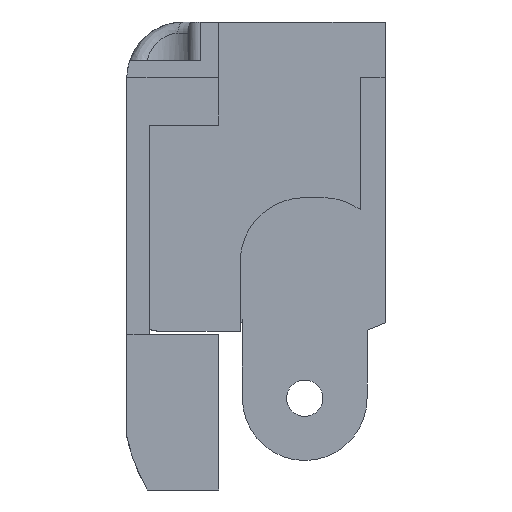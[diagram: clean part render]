
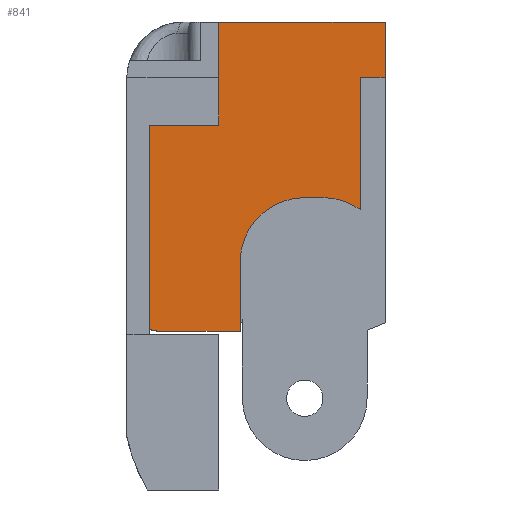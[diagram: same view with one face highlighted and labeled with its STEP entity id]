
A CAD part, left-side view. The second image highlights one B-rep face of the part: STEP entity #841.
In plain terms, the highlighted planar face has unit normal (-1, 0, 0).
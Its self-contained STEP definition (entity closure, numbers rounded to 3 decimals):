
#33=PLANE('',#934);
#58=LINE('',#1324,#140);
#77=LINE('',#1380,#159);
#81=LINE('',#1430,#163);
#92=LINE('',#1471,#174);
#98=LINE('',#1483,#180);
#99=LINE('',#1487,#181);
#100=LINE('',#1491,#182);
#101=LINE('',#1492,#183);
#102=LINE('',#1494,#184);
#103=LINE('',#1495,#185);
#140=VECTOR('',#1001,10.);
#159=VECTOR('',#1058,10.);
#163=VECTOR('',#1072,10.);
#174=VECTOR('',#1103,10.);
#180=VECTOR('',#1111,10.);
#181=VECTOR('',#1114,10.);
#182=VECTOR('',#1117,10.);
#183=VECTOR('',#1118,10.);
#184=VECTOR('',#1119,10.);
#185=VECTOR('',#1120,10.);
#251=FACE_OUTER_BOUND('',#298,.T.);
#298=EDGE_LOOP('',(#684,#685,#686,#687,#688,#689,#690,#691,#692,#693,#694,
#695,#696));
#344=CIRCLE('',#925,3.);
#350=CIRCLE('',#935,5.7);
#351=CIRCLE('',#936,5.7);
#381=VERTEX_POINT('',#1321);
#382=VERTEX_POINT('',#1323);
#400=VERTEX_POINT('',#1379);
#404=VERTEX_POINT('',#1422);
#406=VERTEX_POINT('',#1428);
#407=VERTEX_POINT('',#1433);
#417=VERTEX_POINT('',#1470);
#422=VERTEX_POINT('',#1482);
#423=VERTEX_POINT('',#1484);
#424=VERTEX_POINT('',#1486);
#425=VERTEX_POINT('',#1488);
#426=VERTEX_POINT('',#1490);
#427=VERTEX_POINT('',#1493);
#465=EDGE_CURVE('',#382,#381,#58,.T.);
#493=EDGE_CURVE('',#400,#382,#77,.T.);
#501=EDGE_CURVE('',#404,#406,#81,.T.);
#503=EDGE_CURVE('',#404,#407,#344,.T.);
#518=EDGE_CURVE('',#407,#417,#92,.T.);
#524=EDGE_CURVE('',#406,#422,#98,.T.);
#525=EDGE_CURVE('',#422,#423,#350,.T.);
#526=EDGE_CURVE('',#423,#424,#99,.T.);
#527=EDGE_CURVE('',#424,#425,#351,.T.);
#528=EDGE_CURVE('',#425,#426,#100,.T.);
#529=EDGE_CURVE('',#426,#400,#101,.T.);
#530=EDGE_CURVE('',#381,#427,#102,.T.);
#531=EDGE_CURVE('',#417,#427,#103,.T.);
#684=ORIENTED_EDGE('',*,*,#503,.F.);
#685=ORIENTED_EDGE('',*,*,#501,.T.);
#686=ORIENTED_EDGE('',*,*,#524,.T.);
#687=ORIENTED_EDGE('',*,*,#525,.T.);
#688=ORIENTED_EDGE('',*,*,#526,.T.);
#689=ORIENTED_EDGE('',*,*,#527,.T.);
#690=ORIENTED_EDGE('',*,*,#528,.T.);
#691=ORIENTED_EDGE('',*,*,#529,.T.);
#692=ORIENTED_EDGE('',*,*,#493,.T.);
#693=ORIENTED_EDGE('',*,*,#465,.T.);
#694=ORIENTED_EDGE('',*,*,#530,.T.);
#695=ORIENTED_EDGE('',*,*,#531,.F.);
#696=ORIENTED_EDGE('',*,*,#518,.F.);
#841=ADVANCED_FACE('',(#251),#33,.T.);
#925=AXIS2_PLACEMENT_3D('',#1434,#1076,#1077);
#934=AXIS2_PLACEMENT_3D('',#1481,#1109,#1110);
#935=AXIS2_PLACEMENT_3D('',#1485,#1112,#1113);
#936=AXIS2_PLACEMENT_3D('',#1489,#1115,#1116);
#1001=DIRECTION('',(0.,1.,0.));
#1058=DIRECTION('',(0.,0.,1.));
#1072=DIRECTION('',(0.,-1.,0.));
#1076=DIRECTION('center_axis',(1.,0.,0.));
#1077=DIRECTION('ref_axis',(0.,0.707,-0.707));
#1103=DIRECTION('',(0.,0.,1.));
#1109=DIRECTION('center_axis',(-1.,0.,0.));
#1110=DIRECTION('ref_axis',(0.,0.,1.));
#1111=DIRECTION('',(0.,0.,1.));
#1112=DIRECTION('center_axis',(1.,0.,0.));
#1113=DIRECTION('ref_axis',(0.,0.,-1.));
#1114=DIRECTION('',(0.,-1.,0.));
#1115=DIRECTION('center_axis',(1.,0.,0.));
#1116=DIRECTION('ref_axis',(0.,0.579,-0.815));
#1117=DIRECTION('',(0.,0.,1.));
#1118=DIRECTION('',(0.,-1.,0.));
#1119=DIRECTION('',(0.,0.,-1.));
#1120=DIRECTION('',(0.,-1.,0.));
#1321=CARTESIAN_POINT('',(-2.,14.7,41.3));
#1323=CARTESIAN_POINT('',(-2.,0.,41.3));
#1324=CARTESIAN_POINT('',(-2.,0.,41.3));
#1379=CARTESIAN_POINT('',(-2.,0.,36.4));
#1380=CARTESIAN_POINT('',(-2.,0.,0.));
#1422=CARTESIAN_POINT('',(-2.,19.8,14.));
#1428=CARTESIAN_POINT('',(-2.,12.8,14.));
#1430=CARTESIAN_POINT('',(-2.,11.4,14.));
#1433=CARTESIAN_POINT('',(-2.,20.8,14.172));
#1434=CARTESIAN_POINT('Origin',(-2.,19.8,17.));
#1470=CARTESIAN_POINT('',(-2.,20.8,32.2));
#1471=CARTESIAN_POINT('',(-2.,20.8,18.32));
#1481=CARTESIAN_POINT('Origin',(-2.,11.4,20.65));
#1482=CARTESIAN_POINT('',(-2.,12.8,20.1));
#1483=CARTESIAN_POINT('',(-2.,12.8,0.));
#1484=CARTESIAN_POINT('',(-2.,7.1,25.8));
#1485=CARTESIAN_POINT('Origin',(-2.,7.1,20.1));
#1486=CARTESIAN_POINT('',(-2.,5.5,25.8));
#1487=CARTESIAN_POINT('',(-2.,7.1,25.8));
#1488=CARTESIAN_POINT('',(-2.,2.2,24.748));
#1489=CARTESIAN_POINT('Origin',(-2.,5.5,20.1));
#1490=CARTESIAN_POINT('',(-2.,2.2,36.4));
#1491=CARTESIAN_POINT('',(-2.,2.2,24.748));
#1492=CARTESIAN_POINT('',(-2.,2.2,36.4));
#1493=CARTESIAN_POINT('',(-2.,14.7,32.2));
#1494=CARTESIAN_POINT('',(-2.,14.7,10.325));
#1495=CARTESIAN_POINT('',(-2.,19.275,32.2));
